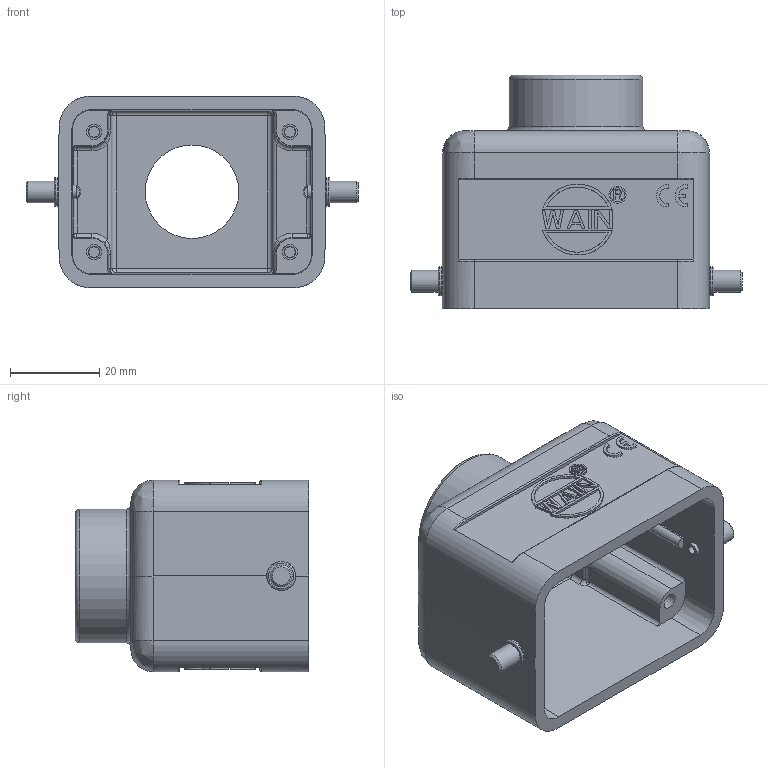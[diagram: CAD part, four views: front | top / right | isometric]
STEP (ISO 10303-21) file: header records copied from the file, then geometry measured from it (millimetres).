
FILE_DESCRIPTION(/* description */ (''),/* implementation_level */ '2;1');
FILE_NAME(/* name */ '3D_1120064101504_H6B-MTE-2B-M25_V1.0.stp',/* time_stamp */ '2024-03-16T14:36:29+08:00',/* author */ (''),/* organization */ (''),/* preprocessor_version */ 'ST-DEVELOPER v18.1',/* originating_system */ 'SIEMENS PLM Software NX 1980',/* authorisation */ '');
FILE_SCHEMA (('AUTOMOTIVE_DESIGN { 1 0 10303 214 3 1 1 1 }'));
Length unit declared in the file: millimetre
Products named in the file (1): _model1
Bounding box: 74.6 x 52.5 x 43 mm (x, y, z)
Volume: 37089.5 mm3; surface area: 21183 mm2
Topology: 1 solids, 1 shells, 370 faces, 905 edges, 580 vertices
Faces by surface type: plane 230, cylinder 56, cone 30, torus 22, bspline 20, extrusion 8, sphere 4
Full cylindrical faces by diameter (mm): 1.9 x2, 3 x2, 3.15 x2, 3.85 x2, 4.9 x2, 6.5 x2, 21 x1, 23.4 x1, 30 x1
Entity records: 11756 total; most frequent: CARTESIAN_POINT 3374, ORIENTED_EDGE 1720, DIRECTION 1616, EDGE_CURVE 860, VECTOR 598, LINE 590, VERTEX_POINT 570, AXIS2_PLACEMENT_3D 509
